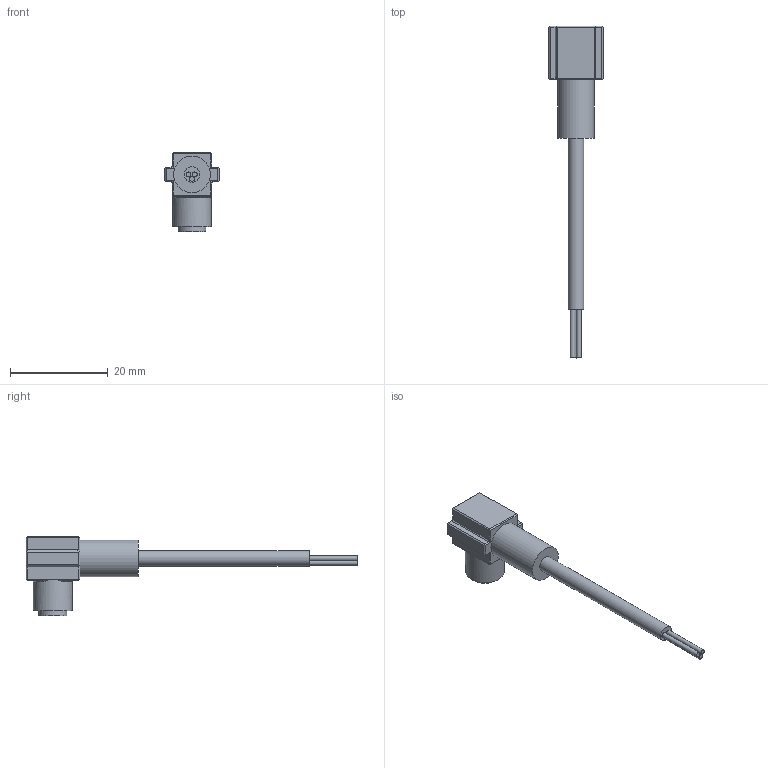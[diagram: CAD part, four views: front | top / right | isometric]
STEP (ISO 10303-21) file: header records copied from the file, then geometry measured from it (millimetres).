
FILE_DESCRIPTION(/* description */ ('Unknown'),/* implementation_level */ '2;1');
FILE_NAME(/* name */ 'CH1',/* time_stamp */ '2018-09-20T09:00:47-04:00',/* author */ ('Unknown'),/* organization */ ('Unknown'),/* preprocessor_version */ 'ST-DEVELOPER v16.7',/* originating_system */ 'DEX',/* authorisation */ $);
FILE_SCHEMA (('AUTOMOTIVE_DESIGN {1 0 10303 214 3 1 1}'));
Length unit declared in the file: millimetre
Products named in the file (1): CH1
Bounding box: 11.1 x 68 x 16.2 mm (x, y, z)
Volume: 1930.1 mm3; surface area: 1790.8 mm2
Topology: 1 solids, 1 shells, 73 faces, 180 edges, 119 vertices
Faces by surface type: plane 61, cylinder 11, cone 1
Full cylindrical faces by diameter (mm): 1 x3, 1.6 x3, 3.2 x1, 5.7 x1, 7.5 x1, 7.528 x1, 8 x1
Entity records: 2106 total; most frequent: CARTESIAN_POINT 373, DIRECTION 337, ORIENTED_EDGE 336, EDGE_CURVE 168, LINE 139, VECTOR 139, VERTEX_POINT 118, AXIS2_PLACEMENT_3D 99
